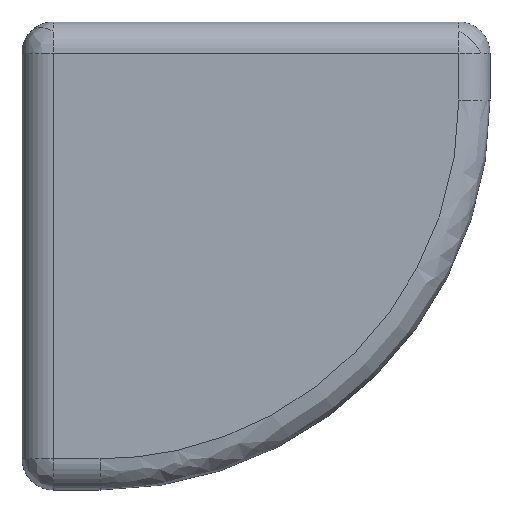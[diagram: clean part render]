
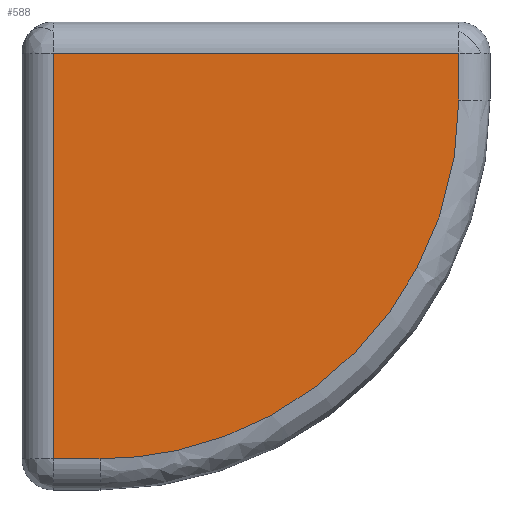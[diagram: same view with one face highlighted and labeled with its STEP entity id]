
A CAD part, front view. The second image highlights one B-rep face of the part: STEP entity #588.
In plain terms, the highlighted planar face has unit normal (0, -1, 0).
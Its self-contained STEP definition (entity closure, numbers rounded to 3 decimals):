
#46 = LINE ( 'NONE', #533, #527 ) ;
#54 = VECTOR ( 'NONE', #499, 1000. ) ;
#59 = LINE ( 'NONE', #345, #54 ) ;
#62 = ORIENTED_EDGE ( 'NONE', *, *, #470, .F. ) ;
#72 = CARTESIAN_POINT ( 'NONE',  ( 0., -4., 0. ) ) ;
#85 = ORIENTED_EDGE ( 'NONE', *, *, #100, .F. ) ;
#91 = CARTESIAN_POINT ( 'NONE',  ( 5.21, -4., -19.5 ) ) ;
#100 = EDGE_CURVE ( 'NONE', #150, #200, #573, .T. ) ;
#106 = EDGE_CURVE ( 'NONE', #110, #274, #392, .T. ) ;
#110 = VERTEX_POINT ( 'NONE', #212 ) ;
#118 = CARTESIAN_POINT ( 'NONE',  ( -9.75, -4., 19.5 ) ) ;
#150 = VERTEX_POINT ( 'NONE', #380 ) ;
#200 = VERTEX_POINT ( 'NONE', #311 ) ;
#212 = CARTESIAN_POINT ( 'NONE',  ( -19.5, -4., 19.5 ) ) ;
#215 = DIRECTION ( 'NONE',  ( 0., 0., 1. ) ) ;
#226 = AXIS2_PLACEMENT_3D ( 'NONE', #72, #473, #215 ) ;
#228 = VECTOR ( 'NONE', #328, 1000. ) ;
#235 = DIRECTION ( 'NONE',  ( 0., 0., -1. ) ) ;
#274 = VERTEX_POINT ( 'NONE', #619 ) ;
#281 = CARTESIAN_POINT ( 'NONE',  ( 19.5, -4., 15. ) ) ;
#311 = CARTESIAN_POINT ( 'NONE',  ( -19.5, -4., -19.5 ) ) ;
#328 = DIRECTION ( 'NONE',  ( 1., 0., 0. ) ) ;
#336 = ORIENTED_EDGE ( 'NONE', *, *, #447, .F. ) ;
#345 = CARTESIAN_POINT ( 'NONE',  ( -19.5, -4., -9.75 ) ) ;
#353 = VERTEX_POINT ( 'NONE', #446 ) ;
#357 = EDGE_CURVE ( 'NONE', #200, #110, #59, .T. ) ;
#372 =( BOUNDED_CURVE ( )  B_SPLINE_CURVE ( 3, ( #281, #584, #91, #390 ),
 .UNSPECIFIED., .F., .T. ) 
 B_SPLINE_CURVE_WITH_KNOTS ( ( 4, 4 ),
 ( 0., 1. ),
 .UNSPECIFIED. ) 
 CURVE ( )  GEOMETRIC_REPRESENTATION_ITEM ( )  RATIONAL_B_SPLINE_CURVE ( ( 1., 0.805, 0.805, 1. ) ) 
 REPRESENTATION_ITEM ( '' )  );
#380 = CARTESIAN_POINT ( 'NONE',  ( -15., -4., -19.5 ) ) ;
#386 = ORIENTED_EDGE ( 'NONE', *, *, #106, .F. ) ;
#390 = CARTESIAN_POINT ( 'NONE',  ( -15., -4., -19.5 ) ) ;
#392 = LINE ( 'NONE', #118, #228 ) ;
#438 = ORIENTED_EDGE ( 'NONE', *, *, #357, .F. ) ;
#446 = CARTESIAN_POINT ( 'NONE',  ( 19.5, -4., 15. ) ) ;
#447 = EDGE_CURVE ( 'NONE', #353, #150, #372, .T. ) ;
#464 = FACE_OUTER_BOUND ( 'NONE', #526, .T. ) ;
#468 = PLANE ( 'NONE',  #226 ) ;
#470 = EDGE_CURVE ( 'NONE', #274, #353, #46, .T. ) ;
#473 = DIRECTION ( 'NONE',  ( 0., 1., 0. ) ) ;
#477 = DIRECTION ( 'NONE',  ( -1., 0., 0. ) ) ;
#499 = DIRECTION ( 'NONE',  ( 0., 0., 1. ) ) ;
#526 = EDGE_LOOP ( 'NONE', ( #438, #85, #336, #62, #386 ) ) ;
#527 = VECTOR ( 'NONE', #235, 1000. ) ;
#533 = CARTESIAN_POINT ( 'NONE',  ( 19.5, -4., 9.75 ) ) ;
#569 = CARTESIAN_POINT ( 'NONE',  ( -7.5, -4., -19.5 ) ) ;
#573 = LINE ( 'NONE', #569, #590 ) ;
#584 = CARTESIAN_POINT ( 'NONE',  ( 19.5, -4., -5.21 ) ) ;
#588 = ADVANCED_FACE ( 'NONE', ( #464 ), #468, .F. ) ;
#590 = VECTOR ( 'NONE', #477, 1000. ) ;
#619 = CARTESIAN_POINT ( 'NONE',  ( 19.5, -4., 19.5 ) ) ;
